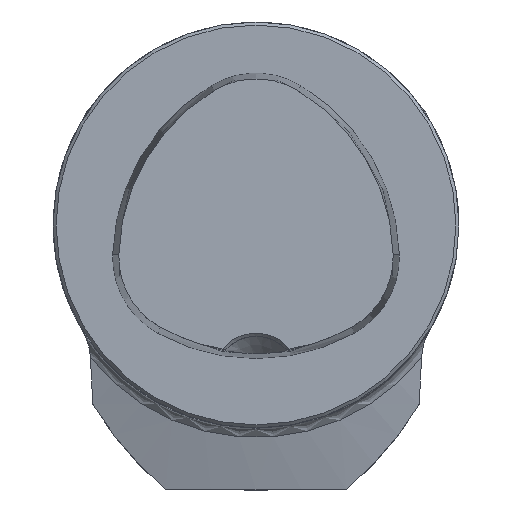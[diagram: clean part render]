
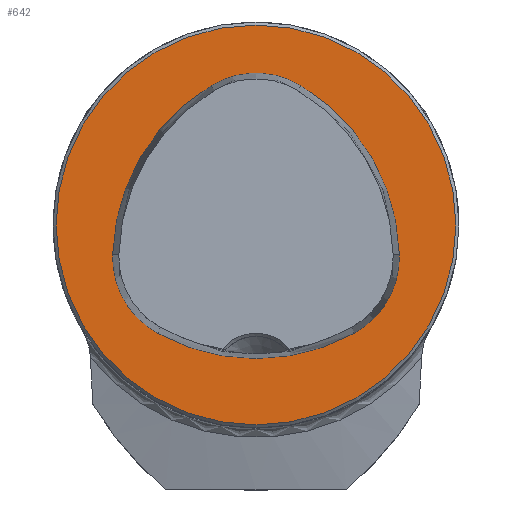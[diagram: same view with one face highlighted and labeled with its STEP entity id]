
A CAD part, top view. The second image highlights one B-rep face of the part: STEP entity #642.
In plain terms, the highlighted planar face has unit normal (0, 0, 1).
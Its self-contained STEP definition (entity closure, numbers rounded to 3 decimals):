
#128=FACE_BOUND('',#891,.T.);
#129=FACE_BOUND('',#892,.T.);
#221=PLANE('',#2387);
#642=ADVANCED_FACE('CU_FL_N1_SU_1',(#128,#129),#221,.T.);
#891=EDGE_LOOP('',(#1260,#1261,#1262,#1263,#1264,#1265));
#892=EDGE_LOOP('',(#1266));
#1260=ORIENTED_EDGE('',*,*,#2061,.F.);
#1261=ORIENTED_EDGE('',*,*,#2062,.F.);
#1262=ORIENTED_EDGE('',*,*,#2063,.F.);
#1263=ORIENTED_EDGE('',*,*,#2064,.F.);
#1264=ORIENTED_EDGE('',*,*,#2058,.F.);
#1265=ORIENTED_EDGE('',*,*,#2065,.F.);
#1266=ORIENTED_EDGE('',*,*,#2066,.T.);
#1826=VERTEX_POINT('',#3718);
#1827=VERTEX_POINT('',#3720);
#1829=VERTEX_POINT('',#3726);
#1830=VERTEX_POINT('',#3727);
#1831=VERTEX_POINT('',#3729);
#1832=VERTEX_POINT('',#3731);
#1833=VERTEX_POINT('',#3735);
#2058=EDGE_CURVE('',#1826,#1827,#2242,.T.);
#2061=EDGE_CURVE('',#1829,#1830,#2244,.T.);
#2062=EDGE_CURVE('',#1831,#1829,#2245,.T.);
#2063=EDGE_CURVE('',#1832,#1831,#2246,.T.);
#2064=EDGE_CURVE('',#1827,#1832,#2247,.T.);
#2065=EDGE_CURVE('',#1830,#1826,#2248,.T.);
#2066=EDGE_CURVE('',#1833,#1833,#2249,.T.);
#2242=CIRCLE('',#2378,20.063);
#2244=CIRCLE('',#2381,20.063);
#2245=CIRCLE('',#2382,8.563);
#2246=CIRCLE('',#2383,20.063);
#2247=CIRCLE('',#2384,8.563);
#2248=CIRCLE('',#2385,8.563);
#2249=CIRCLE('',#2386,19.7);
#2378=AXIS2_PLACEMENT_3D('',#3719,#2695,#2696);
#2381=AXIS2_PLACEMENT_3D('',#3725,#2702,#2703);
#2382=AXIS2_PLACEMENT_3D('',#3728,#2704,#2705);
#2383=AXIS2_PLACEMENT_3D('',#3730,#2706,#2707);
#2384=AXIS2_PLACEMENT_3D('',#3732,#2708,#2709);
#2385=AXIS2_PLACEMENT_3D('',#3733,#2710,#2711);
#2386=AXIS2_PLACEMENT_3D('',#3734,#2712,#2713);
#2387=AXIS2_PLACEMENT_3D('',#3736,#2714,#2715);
#2695=DIRECTION('',(0.,0.,1.));
#2696=DIRECTION('',(1.,0.,0.));
#2702=DIRECTION('',(0.,0.,1.));
#2703=DIRECTION('',(1.,0.,0.));
#2704=DIRECTION('',(0.,0.,1.));
#2705=DIRECTION('',(1.,0.,0.));
#2706=DIRECTION('',(0.,0.,1.));
#2707=DIRECTION('',(1.,0.,0.));
#2708=DIRECTION('',(0.,0.,1.));
#2709=DIRECTION('',(1.,0.,0.));
#2710=DIRECTION('',(0.,0.,1.));
#2711=DIRECTION('',(1.,0.,0.));
#2712=DIRECTION('',(0.,0.,1.));
#2713=DIRECTION('',(1.,0.,0.));
#2714=DIRECTION('',(0.,0.,1.));
#2715=DIRECTION('',(1.,0.,0.));
#3718=CARTESIAN_POINT('',(-9.704,-10.66,0.));
#3719=CARTESIAN_POINT('',(0.,6.9,0.));
#3720=CARTESIAN_POINT('',(9.704,-10.66,0.));
#3725=CARTESIAN_POINT('',(5.934,-3.451,0.));
#3726=CARTESIAN_POINT('',(-4.418,13.735,0.));
#3727=CARTESIAN_POINT('',(-14.123,-2.953,0.));
#3728=CARTESIAN_POINT('',(0.,6.4,0.));
#3729=CARTESIAN_POINT('',(4.418,13.735,0.));
#3730=CARTESIAN_POINT('',(-5.934,-3.451,0.));
#3731=CARTESIAN_POINT('',(14.123,-2.953,0.));
#3732=CARTESIAN_POINT('',(5.562,-3.165,0.));
#3733=CARTESIAN_POINT('',(-5.562,-3.165,0.));
#3734=CARTESIAN_POINT('',(0.,0.,0.));
#3735=CARTESIAN_POINT('',(19.7,0.,0.));
#3736=CARTESIAN_POINT('',(0.,0.,0.));
